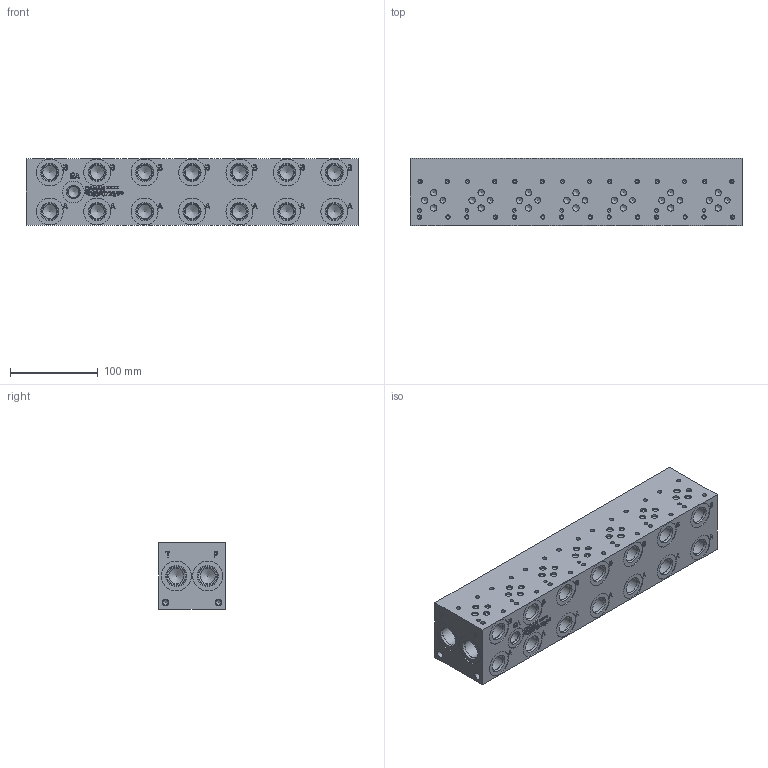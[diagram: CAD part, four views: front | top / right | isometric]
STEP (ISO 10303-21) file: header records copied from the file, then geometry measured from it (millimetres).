
FILE_DESCRIPTION(/* description */ (''),/* implementation_level */ '2;1');
FILE_NAME(/* name */ '_D03P072S_P_.stp',/* time_stamp */ '2021-07-16T13:41:16-04:00',/* author */ ('anthonyv'),/* organization */ (''),/* preprocessor_version */ 'ST-DEVELOPER v18.1',/* originating_system */ 'Autodesk Inventor 2021',/* authorisation */ '');
FILE_SCHEMA (('AUTOMOTIVE_DESIGN { 1 0 10303 214 3 1 1 }'));
Length unit declared in the file: millimetre
Products named in the file (1): _D03P072S_P_
Bounding box: 377.82 x 76.2 x 76.2 mm (x, y, z)
Volume: 2038727.2 mm3; surface area: 165293.6 mm2
Topology: 1 solids, 1 shells, 1123 faces, 3075 edges, 2097 vertices
Faces by surface type: plane 556, bspline 230, cylinder 194, cone 143
Full cylindrical faces by diameter (mm): 3.785 x28, 3.962 x7, 4.826 x28, 6.35 x7, 6.528 x4, 7.137 x21, 7.925 x4, 12.294 x1, 12.9 x1, 14.275 x1, 14.529 x1, 15.875 x14, 17.475 x4, 17.501 x14, 19.05 x14, 19.253 x14, 20.447 x4, 22.23 x4, 22.555 x4, 25.019 x1, 30.632 x14, 34.138 x4
Entity records: 37398 total; most frequent: CARTESIAN_POINT 9200, ORIENTED_EDGE 5978, DIRECTION 5046, EDGE_CURVE 2989, VERTEX_POINT 2097, LINE 1800, VECTOR 1800, AXIS2_PLACEMENT_3D 1623
